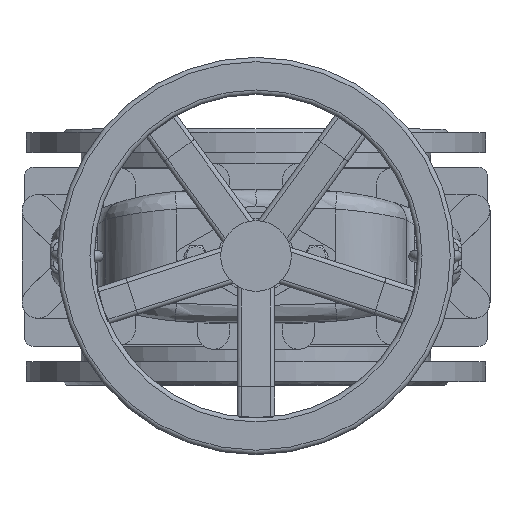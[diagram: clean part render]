
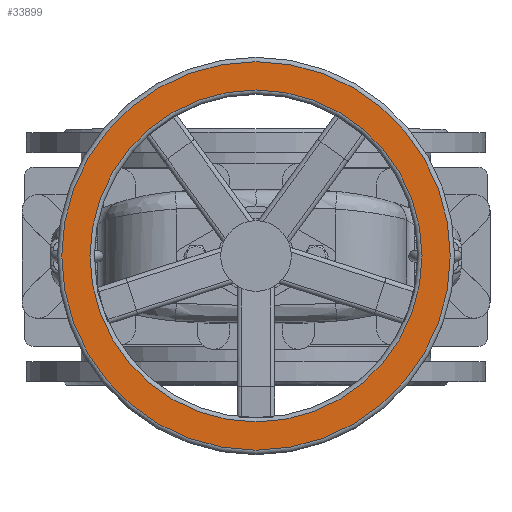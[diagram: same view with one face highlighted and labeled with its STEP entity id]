
A CAD part, top view. The second image highlights one B-rep face of the part: STEP entity #33899.
In plain terms, the highlighted planar face has unit normal (0, 0, 1).
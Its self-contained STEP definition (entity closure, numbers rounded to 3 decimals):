
#33899=ADVANCED_FACE('',(#75348,#75350),#75352,.T.);
#75348=FACE_BOUND('',#75349,.T.);
#75349=EDGE_LOOP('',(#97530,#97531));
#75350=FACE_BOUND('',#75351,.T.);
#75351=EDGE_LOOP('',(#97532,#97533));
#75352=PLANE('',#75353);
#75353=AXIS2_PLACEMENT_3D('',#75354,#75355,#75356);
#75354=CARTESIAN_POINT('',(19619.535,-4254.562,529.998));
#75355=DIRECTION('',(0.,0.,1.));
#75356=DIRECTION('',(1.,0.,0.));
#97530=ORIENTED_EDGE('',*,*,#108608,.F.);
#97531=ORIENTED_EDGE('',*,*,#108609,.F.);
#97532=ORIENTED_EDGE('',*,*,#108610,.T.);
#97533=ORIENTED_EDGE('',*,*,#108611,.T.);
#108608=EDGE_CURVE('',#127045,#127046,#127047,.T.);
#108609=EDGE_CURVE('',#127046,#127045,#127048,.T.);
#108610=EDGE_CURVE('',#127049,#127050,#127051,.T.);
#108611=EDGE_CURVE('',#127050,#127049,#127052,.T.);
#127045=VERTEX_POINT('',#170389);
#127046=VERTEX_POINT('',#170390);
#127047=CIRCLE('',#170391,220.);
#127048=CIRCLE('',#170395,220.);
#127049=VERTEX_POINT('',#170399);
#127050=VERTEX_POINT('',#170400);
#127051=CIRCLE('',#170401,188.);
#127052=CIRCLE('',#170405,188.);
#170389=CARTESIAN_POINT('',(19619.535,-3814.562,529.998));
#170390=CARTESIAN_POINT('',(19619.535,-4254.562,529.998));
#170391=AXIS2_PLACEMENT_3D('',#170392,#170393,#170394);
#170392=CARTESIAN_POINT('',(19619.535,-4034.562,529.998));
#170393=DIRECTION('',(0.,0.,-1.));
#170394=DIRECTION('',(0.,1.,0.));
#170395=AXIS2_PLACEMENT_3D('',#170396,#170397,#170398);
#170396=CARTESIAN_POINT('',(19619.535,-4034.562,529.998));
#170397=DIRECTION('',(0.,0.,-1.));
#170398=DIRECTION('',(0.,-1.,0.));
#170399=CARTESIAN_POINT('',(19619.535,-4222.562,529.998));
#170400=CARTESIAN_POINT('',(19619.535,-3846.562,529.998));
#170401=AXIS2_PLACEMENT_3D('',#170402,#170403,#170404);
#170402=CARTESIAN_POINT('',(19619.535,-4034.562,529.998));
#170403=DIRECTION('',(0.,0.,-1.));
#170404=DIRECTION('',(0.,-1.,0.));
#170405=AXIS2_PLACEMENT_3D('',#170406,#170407,#170408);
#170406=CARTESIAN_POINT('',(19619.535,-4034.562,529.998));
#170407=DIRECTION('',(0.,0.,-1.));
#170408=DIRECTION('',(0.,1.,0.));
